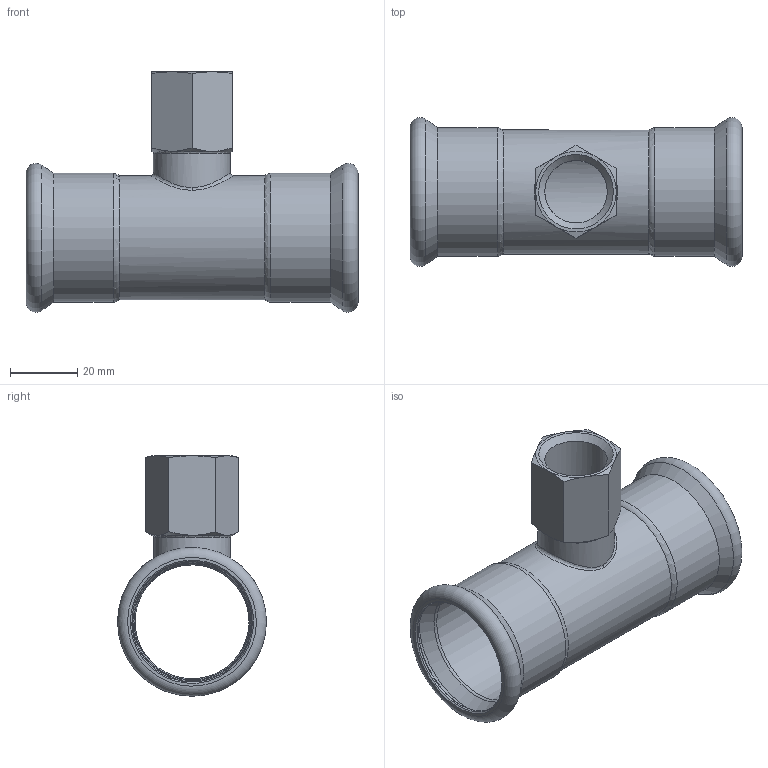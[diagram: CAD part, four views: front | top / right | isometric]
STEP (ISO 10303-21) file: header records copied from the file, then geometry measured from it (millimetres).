
FILE_DESCRIPTION(/* description */ (''),/* implementation_level */ '2;1');
FILE_NAME(/* name */ '41312.stp',/* time_stamp */ '2023-09-08T10:57:31+02:00',/* author */ ('JANAN'),/* organization */ (''),/* preprocessor_version */ 'ST-DEVELOPER v19.2',/* originating_system */ 'Autodesk Inventor 2023',/* authorisation */ '');
FILE_SCHEMA (('AUTOMOTIVE_DESIGN { 1 0 10303 214 3 1 1 }'));
Length unit declared in the file: millimetre
Products named in the file (1): tmpB8A4.tmp
Bounding box: 99 x 44.38 x 71.69 mm (x, y, z)
Volume: 23715.4 mm3; surface area: 28683.4 mm2
Topology: 1 solids, 1 shells, 56 faces, 127 edges, 76 vertices
Faces by surface type: cone 17, torus 13, plane 11, cylinder 11, bspline 4
Full cylindrical faces by diameter (mm): 18.631 x1, 20 x1, 23 x1, 34 x1, 35.3 x2, 35.9 x2, 37 x1, 38.4 x2
Entity records: 3291 total; most frequent: CARTESIAN_POINT 1950, DIRECTION 278, ORIENTED_EDGE 254, EDGE_CURVE 127, AXIS2_PLACEMENT_3D 125, VERTEX_POINT 76, CIRCLE 72, EDGE_LOOP 63
